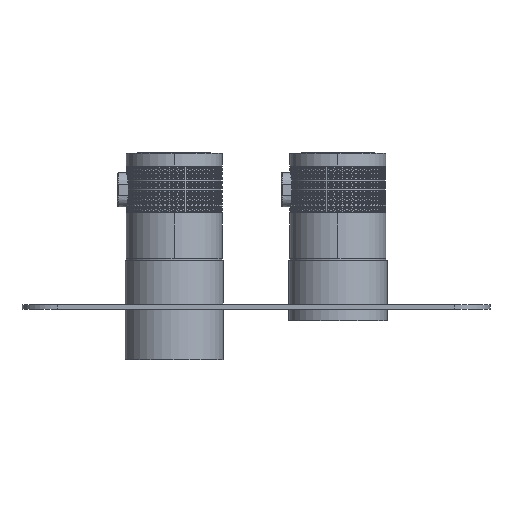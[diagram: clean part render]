
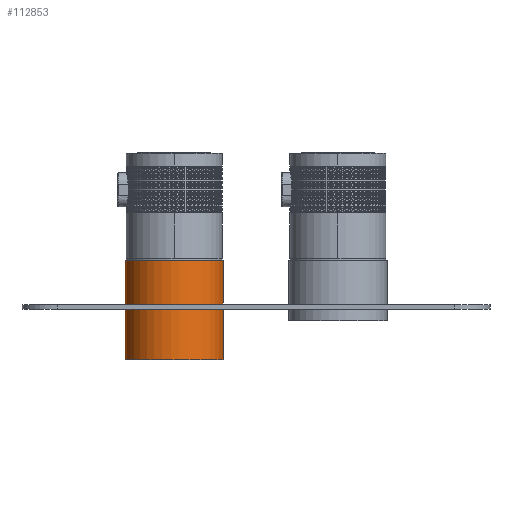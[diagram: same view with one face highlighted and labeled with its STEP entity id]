
A CAD part, left-side view. The second image highlights one B-rep face of the part: STEP entity #112853.
In plain terms, the highlighted cylindrical face has radius 21 mm (diameter 42 mm), a partial arc.
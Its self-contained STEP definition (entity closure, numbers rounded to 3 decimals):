
#2626 = ORIENTED_EDGE ( 'NONE', *, *, #161737, .F. ) ;
#3511 = DIRECTION ( 'NONE',  ( 0., 0., -1. ) ) ;
#5476 = CARTESIAN_POINT ( 'NONE',  ( 0., 70., -552.499 ) ) ;
#6473 = FACE_OUTER_BOUND ( 'NONE', #192034, .T. ) ;
#7774 = DIRECTION ( 'NONE',  ( 0.067, 0.998, 0. ) ) ;
#24522 = AXIS2_PLACEMENT_3D ( 'NONE', #158871, #126545, #139754 ) ;
#31848 = LINE ( 'NONE', #81311, #157802 ) ;
#32060 = EDGE_CURVE ( 'NONE', #152276, #84599, #131096, .T. ) ;
#42364 = ORIENTED_EDGE ( 'NONE', *, *, #32060, .T. ) ;
#68102 = DIRECTION ( 'NONE',  ( 0.067, 0.998, 0. ) ) ;
#78170 = CARTESIAN_POINT ( 'NONE',  ( 1.398, 90.953, -40.3 ) ) ;
#81311 = CARTESIAN_POINT ( 'NONE',  ( 1.398, 90.953, -552.499 ) ) ;
#84570 = CARTESIAN_POINT ( 'NONE',  ( 0., 70., 2. ) ) ;
#84599 = VERTEX_POINT ( 'NONE', #144192 ) ;
#88021 = VERTEX_POINT ( 'NONE', #78170 ) ;
#92054 = EDGE_CURVE ( 'NONE', #123580, #88021, #192305, .T. ) ;
#105527 = CARTESIAN_POINT ( 'NONE',  ( -1.398, 49.047, 2. ) ) ;
#112853 = ADVANCED_FACE ( 'NONE', ( #6473 ), #113612, .T. ) ;
#113612 = CYLINDRICAL_SURFACE ( 'NONE', #144211, 21. ) ;
#113808 = EDGE_CURVE ( 'NONE', #84599, #88021, #31848, .T. ) ;
#123580 = VERTEX_POINT ( 'NONE', #143494 ) ;
#125920 = DIRECTION ( 'NONE',  ( 0., 0., -1. ) ) ;
#126545 = DIRECTION ( 'NONE',  ( 0., 0., -1. ) ) ;
#131096 = CIRCLE ( 'NONE', #169877, 21. ) ;
#139754 = DIRECTION ( 'NONE',  ( 0.067, 0.998, 0. ) ) ;
#143494 = CARTESIAN_POINT ( 'NONE',  ( -1.398, 49.047, -40.3 ) ) ;
#144192 = CARTESIAN_POINT ( 'NONE',  ( 1.398, 90.953, 2. ) ) ;
#144211 = AXIS2_PLACEMENT_3D ( 'NONE', #5476, #175258, #68102 ) ;
#152276 = VERTEX_POINT ( 'NONE', #105527 ) ;
#157802 = VECTOR ( 'NONE', #3511, 1000. ) ;
#158871 = CARTESIAN_POINT ( 'NONE',  ( 0., 70., -40.3 ) ) ;
#159248 = CARTESIAN_POINT ( 'NONE',  ( -1.398, 49.047, -552.499 ) ) ;
#160259 = LINE ( 'NONE', #159248, #193303 ) ;
#161737 = EDGE_CURVE ( 'NONE', #152276, #123580, #160259, .T. ) ;
#162382 = DIRECTION ( 'NONE',  ( 0., 0., -1. ) ) ;
#166934 = ORIENTED_EDGE ( 'NONE', *, *, #92054, .F. ) ;
#169877 = AXIS2_PLACEMENT_3D ( 'NONE', #84570, #162382, #7774 ) ;
#175258 = DIRECTION ( 'NONE',  ( 0., 0., -1. ) ) ;
#179059 = ORIENTED_EDGE ( 'NONE', *, *, #113808, .T. ) ;
#192034 = EDGE_LOOP ( 'NONE', ( #2626, #42364, #179059, #166934 ) ) ;
#192305 = CIRCLE ( 'NONE', #24522, 21. ) ;
#193303 = VECTOR ( 'NONE', #125920, 1000. ) ;
